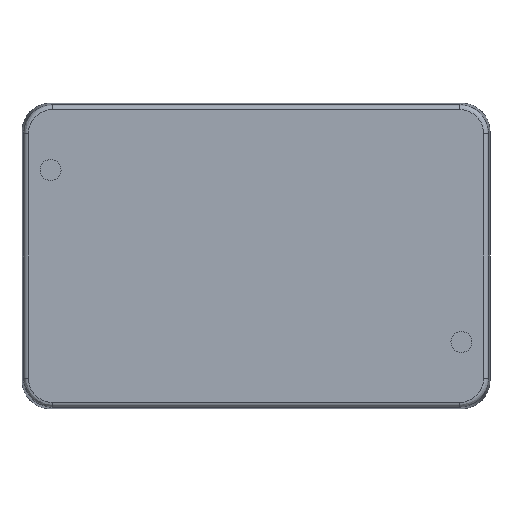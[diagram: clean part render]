
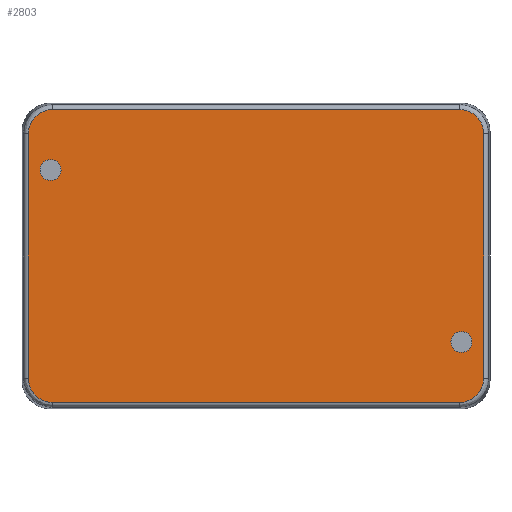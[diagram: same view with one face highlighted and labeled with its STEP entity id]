
A CAD part, front view. The second image highlights one B-rep face of the part: STEP entity #2803.
In plain terms, the highlighted planar face has unit normal (0, -1, 0).
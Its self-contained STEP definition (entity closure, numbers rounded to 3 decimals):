
#43=CARTESIAN_POINT('',(-43.,0.,18.));
#44=DIRECTION('',(0.,-1.,0.));
#45=DIRECTION('',(1.,0.,0.));
#46=AXIS2_PLACEMENT_3D('',#43,#44,#45);
#52=CARTESIAN_POINT('',(-43.,0.,18.));
#53=DIRECTION('',(0.,-1.,0.));
#54=DIRECTION('',(-1.,0.,0.));
#55=AXIS2_PLACEMENT_3D('',#52,#53,#54);
#60=CARTESIAN_POINT('',(43.,0.,-18.));
#61=DIRECTION('',(0.,-1.,0.));
#62=DIRECTION('',(-1.,0.,0.));
#63=AXIS2_PLACEMENT_3D('',#60,#61,#62);
#68=CARTESIAN_POINT('',(43.,0.,-18.));
#69=DIRECTION('',(0.,-1.,0.));
#70=DIRECTION('',(1.,0.,0.));
#71=AXIS2_PLACEMENT_3D('',#68,#69,#70);
#76=DIRECTION('',(-1.,0.,0.));
#77=VECTOR('',#76,85.303);
#78=CARTESIAN_POINT('',(42.651,0.,30.651));
#79=LINE('',#78,#77);
#83=CARTESIAN_POINT('',(47.651,0.,25.651));
#84=CARTESIAN_POINT('',(47.651,0.,25.982));
#85=CARTESIAN_POINT('',(47.587,0.,26.63));
#86=CARTESIAN_POINT('',(47.3,0.,27.577));
#87=CARTESIAN_POINT('',(46.835,0.,28.447));
#88=CARTESIAN_POINT('',(46.209,0.,29.21));
#89=CARTESIAN_POINT('',(45.446,0.,29.835));
#90=CARTESIAN_POINT('',(44.577,0.,30.3));
#91=CARTESIAN_POINT('',(43.63,0.,30.587));
#92=CARTESIAN_POINT('',(42.982,0.,30.651));
#93=CARTESIAN_POINT('',(42.651,0.,30.651));
#98=DIRECTION('',(0.,0.,1.));
#99=VECTOR('',#98,51.303);
#100=CARTESIAN_POINT('',(47.651,0.,
-25.651));
#101=LINE('',#100,#99);
#105=CARTESIAN_POINT('',(42.651,0.,
-30.651));
#106=CARTESIAN_POINT('',(42.982,0.,
-30.651));
#107=CARTESIAN_POINT('',(43.63,0.,
-30.587));
#108=CARTESIAN_POINT('',(44.577,0.,
-30.3));
#109=CARTESIAN_POINT('',(45.447,0.,
-29.835));
#110=CARTESIAN_POINT('',(46.21,0.,
-29.209));
#111=CARTESIAN_POINT('',(46.835,0.,
-28.446));
#112=CARTESIAN_POINT('',(47.3,0.,
-27.577));
#113=CARTESIAN_POINT('',(47.587,0.,
-26.63));
#114=CARTESIAN_POINT('',(47.651,0.,
-25.982));
#115=CARTESIAN_POINT('',(47.651,0.,
-25.651));
#120=DIRECTION('',(1.,0.,0.));
#121=VECTOR('',#120,85.303);
#122=CARTESIAN_POINT('',(-42.651,0.,
-30.651));
#123=LINE('',#122,#121);
#127=CARTESIAN_POINT('',(-47.651,0.,
-25.651));
#128=CARTESIAN_POINT('',(-47.651,0.,
-25.982));
#129=CARTESIAN_POINT('',(-47.587,0.,
-26.63));
#130=CARTESIAN_POINT('',(-47.3,0.,
-27.577));
#131=CARTESIAN_POINT('',(-46.835,0.,
-28.447));
#132=CARTESIAN_POINT('',(-46.209,0.,
-29.21));
#133=CARTESIAN_POINT('',(-45.446,0.,
-29.835));
#134=CARTESIAN_POINT('',(-44.577,0.,
-30.3));
#135=CARTESIAN_POINT('',(-43.63,0.,
-30.587));
#136=CARTESIAN_POINT('',(-42.982,0.,
-30.651));
#137=CARTESIAN_POINT('',(-42.651,0.,
-30.651));
#142=DIRECTION('',(0.,0.,-1.));
#143=VECTOR('',#142,51.303);
#144=CARTESIAN_POINT('',(-47.651,0.,
25.651));
#145=LINE('',#144,#143);
#149=CARTESIAN_POINT('',(-42.651,0.,
30.651));
#150=CARTESIAN_POINT('',(-42.982,0.,
30.651));
#151=CARTESIAN_POINT('',(-43.63,0.,
30.587));
#152=CARTESIAN_POINT('',(-44.577,0.,
30.3));
#153=CARTESIAN_POINT('',(-45.447,0.,
29.835));
#154=CARTESIAN_POINT('',(-46.21,0.,
29.209));
#155=CARTESIAN_POINT('',(-46.835,0.,
28.446));
#156=CARTESIAN_POINT('',(-47.3,0.,
27.577));
#157=CARTESIAN_POINT('',(-47.587,0.,
26.63));
#158=CARTESIAN_POINT('',(-47.651,0.,
25.982));
#159=CARTESIAN_POINT('',(-47.651,0.,
25.651));
#2422=CARTESIAN_POINT('',(-40.8,0.,18.));
#2423=CARTESIAN_POINT('',(-45.2,0.,18.));
#2424=VERTEX_POINT('',#2422);
#2425=VERTEX_POINT('',#2423);
#2430=CARTESIAN_POINT('',(40.8,0.,-18.));
#2431=CARTESIAN_POINT('',(45.2,0.,-18.));
#2432=VERTEX_POINT('',#2430);
#2433=VERTEX_POINT('',#2431);
#2472=CARTESIAN_POINT('',(42.651,0.,
30.651));
#2473=CARTESIAN_POINT('',(-42.651,0.,
30.651));
#2474=VERTEX_POINT('',#2472);
#2475=VERTEX_POINT('',#2473);
#2480=VERTEX_POINT('',#159);
#2482=CARTESIAN_POINT('',(-47.651,0.,
-25.651));
#2483=VERTEX_POINT('',#2482);
#2486=VERTEX_POINT('',#137);
#2488=CARTESIAN_POINT('',(42.651,0.,
-30.651));
#2489=VERTEX_POINT('',#2488);
#2492=VERTEX_POINT('',#115);
#2494=CARTESIAN_POINT('',(47.651,0.,
25.651));
#2495=VERTEX_POINT('',#2494);
#2768=CARTESIAN_POINT('',(0.,0.,0.));
#2769=DIRECTION('',(0.,1.,0.));
#2770=DIRECTION('',(1.,0.,0.));
#2771=AXIS2_PLACEMENT_3D('',#2768,#2769,#2770);
#2772=PLANE('',#2771);
#2774=ORIENTED_EDGE('',*,*,#2773,.F.);
#2776=ORIENTED_EDGE('',*,*,#2775,.F.);
#2778=ORIENTED_EDGE('',*,*,#2777,.F.);
#2780=ORIENTED_EDGE('',*,*,#2779,.F.);
#2782=ORIENTED_EDGE('',*,*,#2781,.F.);
#2784=ORIENTED_EDGE('',*,*,#2783,.F.);
#2786=ORIENTED_EDGE('',*,*,#2785,.F.);
#2788=ORIENTED_EDGE('',*,*,#2787,.F.);
#2789=EDGE_LOOP('',(#2774,#2776,#2778,#2780,#2782,#2784,#2786,#2788));
#2790=FACE_OUTER_BOUND('',#2789,.F.);
#2792=ORIENTED_EDGE('',*,*,#2791,.T.);
#2794=ORIENTED_EDGE('',*,*,#2793,.T.);
#2795=EDGE_LOOP('',(#2792,#2794));
#2796=FACE_BOUND('',#2795,.F.);
#2798=ORIENTED_EDGE('',*,*,#2797,.T.);
#2800=ORIENTED_EDGE('',*,*,#2799,.T.);
#2801=EDGE_LOOP('',(#2798,#2800));
#2802=FACE_BOUND('',#2801,.F.);
#2803=ADVANCED_FACE('',(#2790,#2796,#2802),#2772,.F.);
#47=CIRCLE('',#46,2.2);
#56=CIRCLE('',#55,2.2);
#64=CIRCLE('',#63,2.2);
#72=CIRCLE('',#71,2.2);
#94=B_SPLINE_CURVE_WITH_KNOTS('',3,(#83,#84,#85,#86,#87,#88,#89,#90,#91,#92,
#93),.UNSPECIFIED.,.F.,.F.,(4,1,1,1,1,1,1,1,4),(0.,0.125,0.25,0.375,
0.5,0.625,0.75,0.875,1.),.UNSPECIFIED.);
#116=B_SPLINE_CURVE_WITH_KNOTS('',3,(#105,#106,#107,#108,#109,#110,#111,#112,
#113,#114,#115),.UNSPECIFIED.,.F.,.F.,(4,1,1,1,1,1,1,1,4),(0.,0.125,0.25,
0.375,0.5,0.625,0.75,0.875,1.),.UNSPECIFIED.);
#138=B_SPLINE_CURVE_WITH_KNOTS('',3,(#127,#128,#129,#130,#131,#132,#133,#134,
#135,#136,#137),.UNSPECIFIED.,.F.,.F.,(4,1,1,1,1,1,1,1,4),(0.,0.125,0.25,
0.375,0.5,0.625,0.75,0.875,1.),.UNSPECIFIED.);
#160=B_SPLINE_CURVE_WITH_KNOTS('',3,(#149,#150,#151,#152,#153,#154,#155,#156,
#157,#158,#159),.UNSPECIFIED.,.F.,.F.,(4,1,1,1,1,1,1,1,4),(0.,0.125,0.25,
0.375,0.5,0.625,0.75,0.875,1.),.UNSPECIFIED.);
#2773=EDGE_CURVE('',#2474,#2475,#79,.T.);
#2775=EDGE_CURVE('',#2495,#2474,#94,.T.);
#2777=EDGE_CURVE('',#2492,#2495,#101,.T.);
#2779=EDGE_CURVE('',#2489,#2492,#116,.T.);
#2781=EDGE_CURVE('',#2486,#2489,#123,.T.);
#2783=EDGE_CURVE('',#2483,#2486,#138,.T.);
#2785=EDGE_CURVE('',#2480,#2483,#145,.T.);
#2787=EDGE_CURVE('',#2475,#2480,#160,.T.);
#2791=EDGE_CURVE('',#2424,#2425,#47,.T.);
#2793=EDGE_CURVE('',#2425,#2424,#56,.T.);
#2797=EDGE_CURVE('',#2432,#2433,#64,.T.);
#2799=EDGE_CURVE('',#2433,#2432,#72,.T.);
